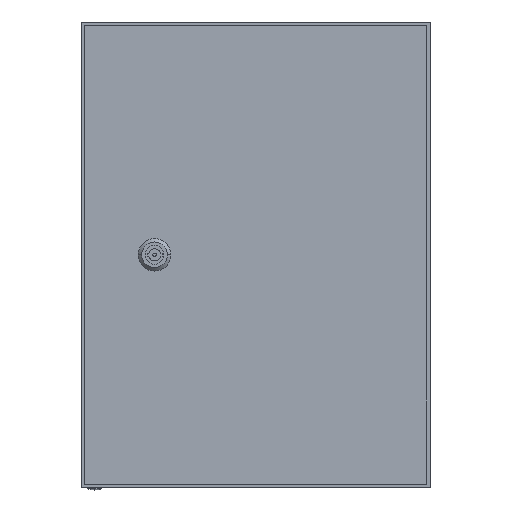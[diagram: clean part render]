
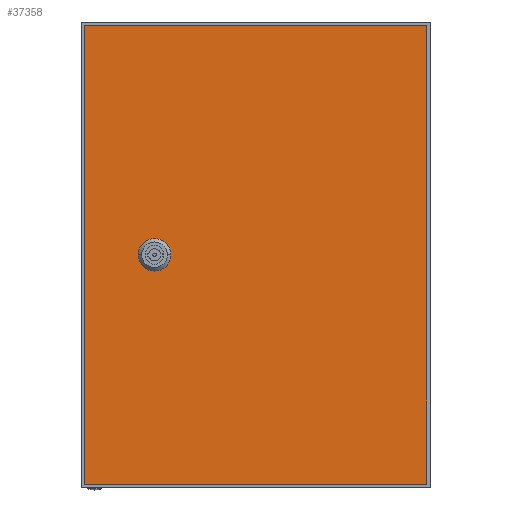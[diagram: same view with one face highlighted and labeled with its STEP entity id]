
A CAD part, top view. The second image highlights one B-rep face of the part: STEP entity #37358.
In plain terms, the highlighted planar face has unit normal (0, 0, 1).
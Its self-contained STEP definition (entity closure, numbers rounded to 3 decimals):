
#642 = CARTESIAN_POINT ( 'NONE',  ( 2.72, 397., 16.85 ) ) ;
#1549 = AXIS2_PLACEMENT_3D ( 'NONE', #29073, #25239, #36990 ) ;
#2179 = VECTOR ( 'NONE', #28251, 1000. ) ;
#2273 = ORIENTED_EDGE ( 'NONE', *, *, #41237, .T. ) ;
#2588 = CARTESIAN_POINT ( 'NONE',  ( 62.87, 200., 16.85 ) ) ;
#3919 = ORIENTED_EDGE ( 'NONE', *, *, #49603, .T. ) ;
#4184 = CIRCLE ( 'NONE', #21286, 14. ) ;
#6061 = CARTESIAN_POINT ( 'NONE',  ( 296.72, 3., 16.85 ) ) ;
#9426 = DIRECTION ( 'NONE',  ( 1., 0., 0. ) ) ;
#10277 = LINE ( 'NONE', #642, #35877 ) ;
#11934 = EDGE_LOOP ( 'NONE', ( #2273, #25265, #3919, #26958 ) ) ;
#12173 = VERTEX_POINT ( 'NONE', #46938 ) ;
#12174 = CIRCLE ( 'NONE', #1549, 14. ) ;
#14569 = CARTESIAN_POINT ( 'NONE',  ( 296.72, 397., 16.85 ) ) ;
#15378 = VERTEX_POINT ( 'NONE', #49965 ) ;
#17269 = EDGE_LOOP ( 'NONE', ( #21999, #37232 ) ) ;
#18604 = DIRECTION ( 'NONE',  ( 0., 1., 0. ) ) ;
#19669 = EDGE_CURVE ( 'NONE', #15378, #43246, #4184, .T. ) ;
#21272 = CARTESIAN_POINT ( 'NONE',  ( 2.72, 397., 16.85 ) ) ;
#21286 = AXIS2_PLACEMENT_3D ( 'NONE', #2588, #36798, #49313 ) ;
#21999 = ORIENTED_EDGE ( 'NONE', *, *, #19669, .T. ) ;
#22700 = VERTEX_POINT ( 'NONE', #48845 ) ;
#23733 = EDGE_CURVE ( 'NONE', #43246, #15378, #12174, .T. ) ;
#24074 = CARTESIAN_POINT ( 'NONE',  ( 76.87, 200., 16.85 ) ) ;
#24149 = VERTEX_POINT ( 'NONE', #6061 ) ;
#24686 = VERTEX_POINT ( 'NONE', #41842 ) ;
#25239 = DIRECTION ( 'NONE',  ( 0., 0., -1. ) ) ;
#25265 = ORIENTED_EDGE ( 'NONE', *, *, #38930, .T. ) ;
#26958 = ORIENTED_EDGE ( 'NONE', *, *, #45117, .T. ) ;
#28251 = DIRECTION ( 'NONE',  ( 1., 0., 0. ) ) ;
#29073 = CARTESIAN_POINT ( 'NONE',  ( 62.87, 200., 16.85 ) ) ;
#30529 = AXIS2_PLACEMENT_3D ( 'NONE', #47718, #44131, #9426 ) ;
#31565 = LINE ( 'NONE', #47161, #2179 ) ;
#32623 = PLANE ( 'NONE',  #30529 ) ;
#32913 = VECTOR ( 'NONE', #18604, 1000. ) ;
#35701 = FACE_BOUND ( 'NONE', #17269, .T. ) ;
#35877 = VECTOR ( 'NONE', #43799, 1000. ) ;
#36336 = LINE ( 'NONE', #21272, #38130 ) ;
#36442 = FACE_OUTER_BOUND ( 'NONE', #11934, .T. ) ;
#36798 = DIRECTION ( 'NONE',  ( 0., 0., -1. ) ) ;
#36990 = DIRECTION ( 'NONE',  ( -1., 0., 0. ) ) ;
#37232 = ORIENTED_EDGE ( 'NONE', *, *, #23733, .T. ) ;
#37358 = ADVANCED_FACE ( 'NONE', ( #35701, #36442 ), #32623, .T. ) ;
#38130 = VECTOR ( 'NONE', #40668, 1000. ) ;
#38930 = EDGE_CURVE ( 'NONE', #22700, #24149, #31565, .T. ) ;
#40668 = DIRECTION ( 'NONE',  ( 0., -1., 0. ) ) ;
#41237 = EDGE_CURVE ( 'NONE', #24686, #22700, #36336, .T. ) ;
#41842 = CARTESIAN_POINT ( 'NONE',  ( 2.72, 397., 16.85 ) ) ;
#43246 = VERTEX_POINT ( 'NONE', #24074 ) ;
#43799 = DIRECTION ( 'NONE',  ( -1., 0., 0. ) ) ;
#44131 = DIRECTION ( 'NONE',  ( 0., 0., 1. ) ) ;
#45117 = EDGE_CURVE ( 'NONE', #12173, #24686, #10277, .T. ) ;
#46938 = CARTESIAN_POINT ( 'NONE',  ( 296.72, 397., 16.85 ) ) ;
#47161 = CARTESIAN_POINT ( 'NONE',  ( 2.72, 3., 16.85 ) ) ;
#47718 = CARTESIAN_POINT ( 'NONE',  ( 0., 0., 16.85 ) ) ;
#48845 = CARTESIAN_POINT ( 'NONE',  ( 2.72, 3., 16.85 ) ) ;
#49289 = LINE ( 'NONE', #14569, #32913 ) ;
#49313 = DIRECTION ( 'NONE',  ( -1., 0., 0. ) ) ;
#49603 = EDGE_CURVE ( 'NONE', #24149, #12173, #49289, .T. ) ;
#49965 = CARTESIAN_POINT ( 'NONE',  ( 48.87, 200., 16.85 ) ) ;
